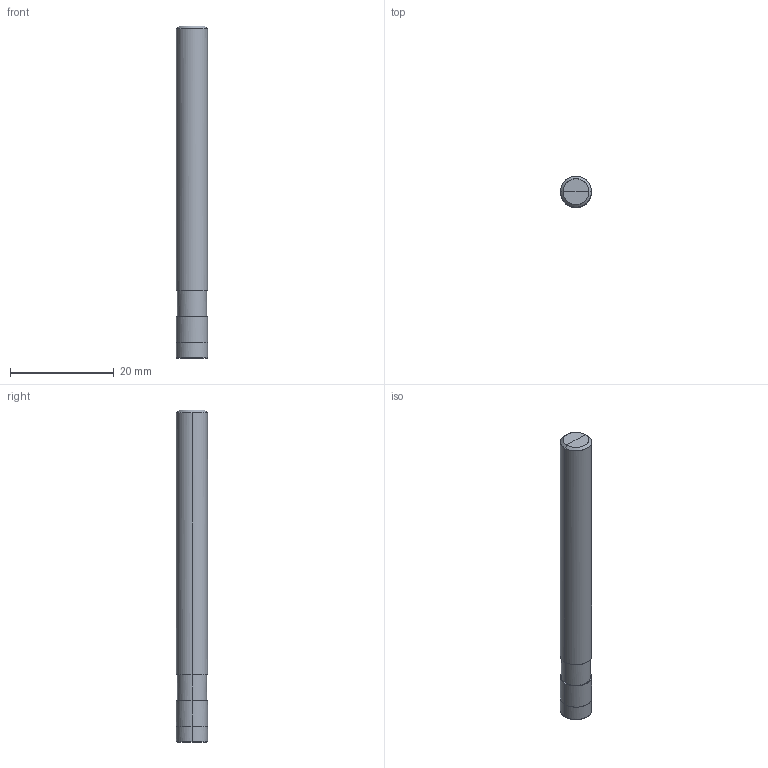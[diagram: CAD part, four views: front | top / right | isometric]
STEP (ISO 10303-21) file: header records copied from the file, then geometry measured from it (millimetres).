
FILE_DESCRIPTION(/* description */ (''),/* implementation_level */ '2;1');
FILE_NAME(/*name*/ 'VHRS 4 060 064 06 03 010 S',/*time_stamp*/'2016-10-3T11:20:18',/*author*/ ('ISBE GmbH'),/*organization*/ ('ISBE GmbH'),/*preprocessor_version*/ 'STEP IO v1.0',/*originating_system*/ '',/*authorisation*/ '');
FILE_SCHEMA (('AUTOMOTIVE_DESIGN'));
Length unit declared in the file: millimetre
Products named in the file (1): Document
Bounding box: 6 x 5.99 x 64 mm (x, y, z)
Surface area: 1315.7 mm2 (no closed solid volume)
Topology: 0 solids, 26 shells, 26 faces, 104 edges, 96 vertices
Faces by surface type: bspline 26
Entity records: 531 total; most frequent: CARTESIAN_POINT 111, VERTEX_POINT 96, EDGE_CURVE 96, ORIENTED_EDGE 96, EDGE_LOOP 26, FACE_OUTER_BOUND 26, ADVANCED_FACE 26, DIRECTION 8
